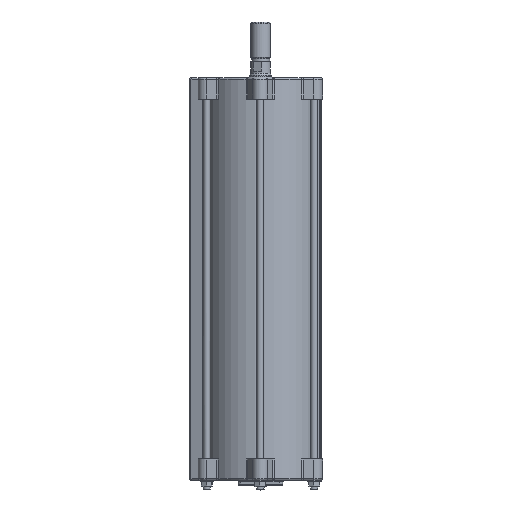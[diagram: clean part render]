
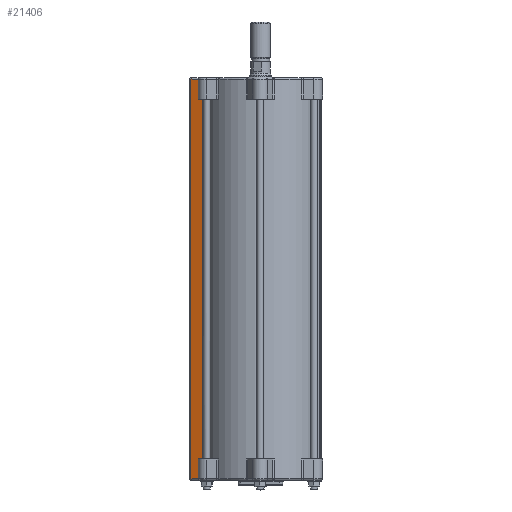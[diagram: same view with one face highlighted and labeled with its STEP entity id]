
A CAD part, front view. The second image highlights one B-rep face of the part: STEP entity #21406.
In plain terms, the highlighted planar face has unit normal (-0.35, -0.937, -0.001).
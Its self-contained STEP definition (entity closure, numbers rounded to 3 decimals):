
#1080=LINE('',#33055,#1720);
#1086=LINE('',#33076,#1726);
#1087=LINE('',#33077,#1727);
#1088=LINE('',#33078,#1728);
#1720=VECTOR('',#26356,10.);
#1726=VECTOR('',#26376,10.);
#1727=VECTOR('',#26377,10.);
#1728=VECTOR('',#26378,10.);
#3730=FACE_OUTER_BOUND('',#5347,.T.);
#5347=EDGE_LOOP('',(#13806,#13807,#13808,#13809));
#8823=VERTEX_POINT('',#33053);
#8824=VERTEX_POINT('',#33054);
#8831=VERTEX_POINT('',#33074);
#8832=VERTEX_POINT('',#33075);
#10688=EDGE_CURVE('',#8823,#8824,#1080,.T.);
#10698=EDGE_CURVE('',#8831,#8832,#1086,.T.);
#10699=EDGE_CURVE('',#8824,#8831,#1087,.T.);
#10700=EDGE_CURVE('',#8832,#8823,#1088,.T.);
#13806=ORIENTED_EDGE('',*,*,#10698,.F.);
#13807=ORIENTED_EDGE('',*,*,#10699,.F.);
#13808=ORIENTED_EDGE('',*,*,#10688,.F.);
#13809=ORIENTED_EDGE('',*,*,#10700,.F.);
#19441=PLANE('',#23072);
#21406=ADVANCED_FACE('',(#3730),#19441,.T.);
#23072=AXIS2_PLACEMENT_3D('',#33073,#26374,#26375);
#26356=DIRECTION('',(0.,-0.001,1.));
#26374=DIRECTION('center_axis',(-0.35,-0.937,-0.001));
#26375=DIRECTION('ref_axis',(0.937,-0.35,0.));
#26376=DIRECTION('',(0.,0.001,-1.));
#26377=DIRECTION('',(0.937,-0.35,0.));
#26378=DIRECTION('',(-0.937,0.35,0.));
#33053=CARTESIAN_POINT('',(-80.986,-29.061,-46.77));
#33054=CARTESIAN_POINT('',(-80.992,-29.707,680.73));
#33055=CARTESIAN_POINT('',(-80.991,-29.675,644.73));
#33073=CARTESIAN_POINT('Origin',(-84.271,-28.449,644.731));
#33074=CARTESIAN_POINT('',(-59.594,-37.709,680.723));
#33075=CARTESIAN_POINT('',(-59.589,-37.063,-46.777));
#33076=CARTESIAN_POINT('',(-59.594,-37.711,683.223));
#33077=CARTESIAN_POINT('',(-28.983,-49.157,680.713));
#33078=CARTESIAN_POINT('',(-13.029,-54.475,-46.792));
